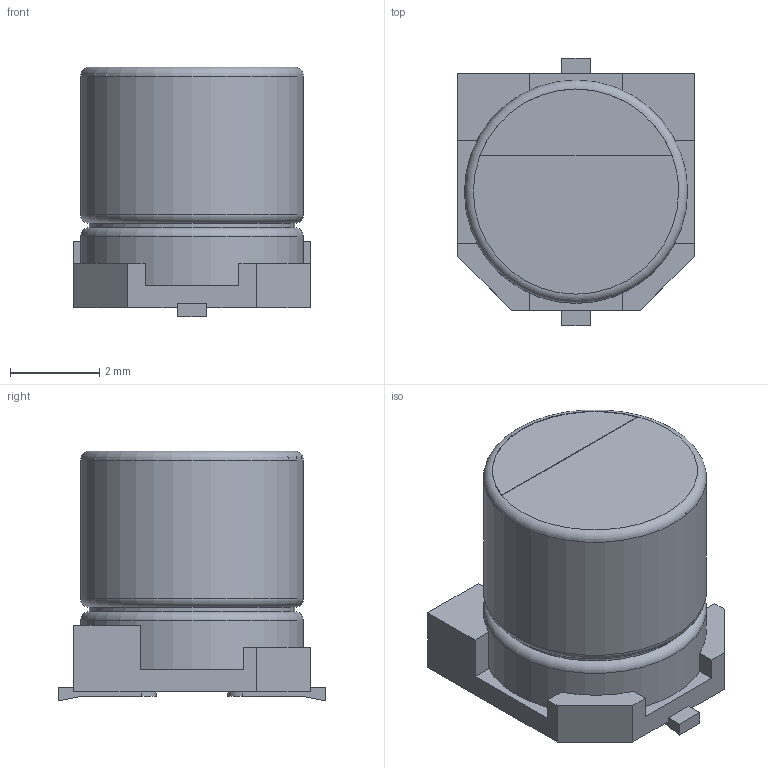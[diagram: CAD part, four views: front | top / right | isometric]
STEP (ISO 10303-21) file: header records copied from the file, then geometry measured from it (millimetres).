
FILE_DESCRIPTION(('FreeCAD Model'),'2;1');
FILE_NAME('Open CASCADE Shape Model','2024-04-10T21:11:38',(''),(''), 'Open CASCADE STEP processor 7.7','FreeCAD','Unknown');
FILE_SCHEMA(('AUTOMOTIVE_DESIGN { 1 0 10303 214 1 1 1 1 }'));
Length unit declared in the file: millimetre
Products named in the file (6): smd_capacitor_electrolytic_5x5_4mm; Base; Body; Leg (Mirror #1); Leg; Mark
Assembly tree (5 placements, depth 2):
  smd_capacitor_electrolytic_5x5_4mm
    Base
    Body
    Leg (Mirror #1)
    Leg
    Mark
Bounding box: 5.3 x 6 x 5.6 mm (x, y, z)
Volume: 113.2 mm3; surface area: 215.6 mm2
Topology: 5 solids, 5 shells, 70 faces, 159 edges, 104 vertices
Faces by surface type: plane 50, cylinder 17, torus 3
Full cylindrical faces by diameter (mm): 0.8 x4, 4.6 x1, 5 x2
Entity records: 2101 total; most frequent: DIRECTION 351, CARTESIAN_POINT 339, ORIENTED_EDGE 318, EDGE_CURVE 159, LINE 119, VECTOR 119, AXIS2_PLACEMENT_3D 116, VERTEX_POINT 104
